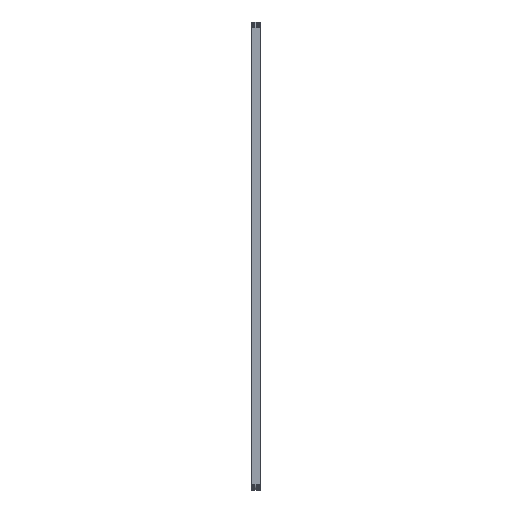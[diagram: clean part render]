
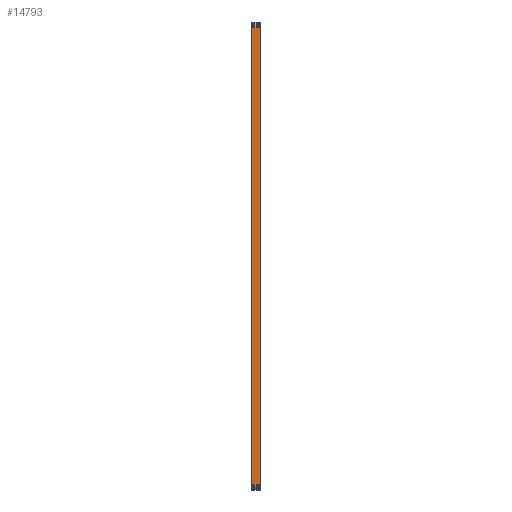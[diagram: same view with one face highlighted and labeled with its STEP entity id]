
A CAD part, left-side view. The second image highlights one B-rep face of the part: STEP entity #14793.
In plain terms, the highlighted planar face has unit normal (-1, 0, 0).
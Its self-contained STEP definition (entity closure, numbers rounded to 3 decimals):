
#1688 = VERTEX_POINT('',#1689);
#1689 = CARTESIAN_POINT('',(0.,3.,2.));
#1695 = EDGE_CURVE('',#1696,#1688,#1698,.T.);
#1696 = VERTEX_POINT('',#1697);
#1697 = CARTESIAN_POINT('',(0.,3.,168.));
#1698 = LINE('',#1699,#1700);
#1699 = CARTESIAN_POINT('',(0.,3.,10.15));
#1700 = VECTOR('',#1701,1.);
#1701 = DIRECTION('',(0.,0.,-1.));
#6863 = VERTEX_POINT('',#6864);
#6864 = CARTESIAN_POINT('',(0.,0.,168.));
#6870 = EDGE_CURVE('',#6863,#6871,#6873,.T.);
#6871 = VERTEX_POINT('',#6872);
#6872 = CARTESIAN_POINT('',(0.,0.,2.));
#6873 = LINE('',#6874,#6875);
#6874 = CARTESIAN_POINT('',(0.,0.,168.));
#6875 = VECTOR('',#6876,1.);
#6876 = DIRECTION('',(0.,0.,-1.));
#14764 = EDGE_CURVE('',#1688,#6871,#14765,.T.);
#14765 = LINE('',#14766,#14767);
#14766 = CARTESIAN_POINT('',(0.,3.,2.));
#14767 = VECTOR('',#14768,1.);
#14768 = DIRECTION('',(0.,-1.,0.));
#14793 = ADVANCED_FACE('',(#14794),#14805,.T.);
#14794 = FACE_BOUND('',#14795,.T.);
#14795 = EDGE_LOOP('',(#14796,#14797,#14803,#14804));
#14796 = ORIENTED_EDGE('',*,*,#6870,.F.);
#14797 = ORIENTED_EDGE('',*,*,#14798,.T.);
#14798 = EDGE_CURVE('',#6863,#1696,#14799,.T.);
#14799 = LINE('',#14800,#14801);
#14800 = CARTESIAN_POINT('',(0.,0.,168.));
#14801 = VECTOR('',#14802,1.);
#14802 = DIRECTION('',(0.,1.,0.));
#14803 = ORIENTED_EDGE('',*,*,#1695,.T.);
#14804 = ORIENTED_EDGE('',*,*,#14764,.T.);
#14805 = PLANE('',#14806);
#14806 = AXIS2_PLACEMENT_3D('',#14807,#14808,#14809);
#14807 = CARTESIAN_POINT('',(0.,1.5,85.));
#14808 = DIRECTION('',(-1.,-0.,-0.));
#14809 = DIRECTION('',(0.,0.,-1.));
